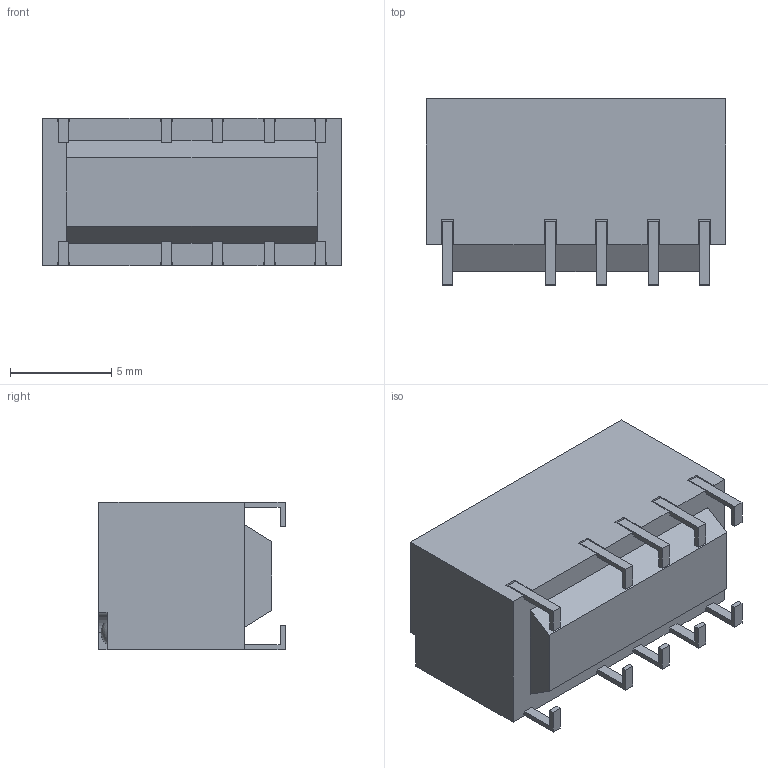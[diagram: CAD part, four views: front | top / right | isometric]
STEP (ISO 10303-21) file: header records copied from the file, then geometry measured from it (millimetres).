
FILE_DESCRIPTION (( 'STEP AP203' ), '1' );
FILE_NAME ('G6SK_2G.step', '2015-11-30T07:48:42', ( 'OSMC1.0 ' ), ( ' ' ), 'SwSTEP 2.0', 'SolidWorks 2002025', '' );
FILE_SCHEMA (( 'CONFIG_CONTROL_DESIGN' ));
Length unit declared in the file: millimetre
Products named in the file (1): G6SK_2G
Bounding box: 14.8 x 9.2 x 7.3 mm (x, y, z)
Volume: 850.8 mm3; surface area: 618 mm2
Topology: 1 solids, 1 shells, 143 faces, 415 edges, 277 vertices
Faces by surface type: plane 137, cylinder 4, sphere 2
Entity records: 4706 total; most frequent: CARTESIAN_POINT 836, ORIENTED_EDGE 830, DIRECTION 715, EDGE_CURVE 415, LINE 403, VECTOR 403, VERTEX_POINT 277, AXIS2_PLACEMENT_3D 156
